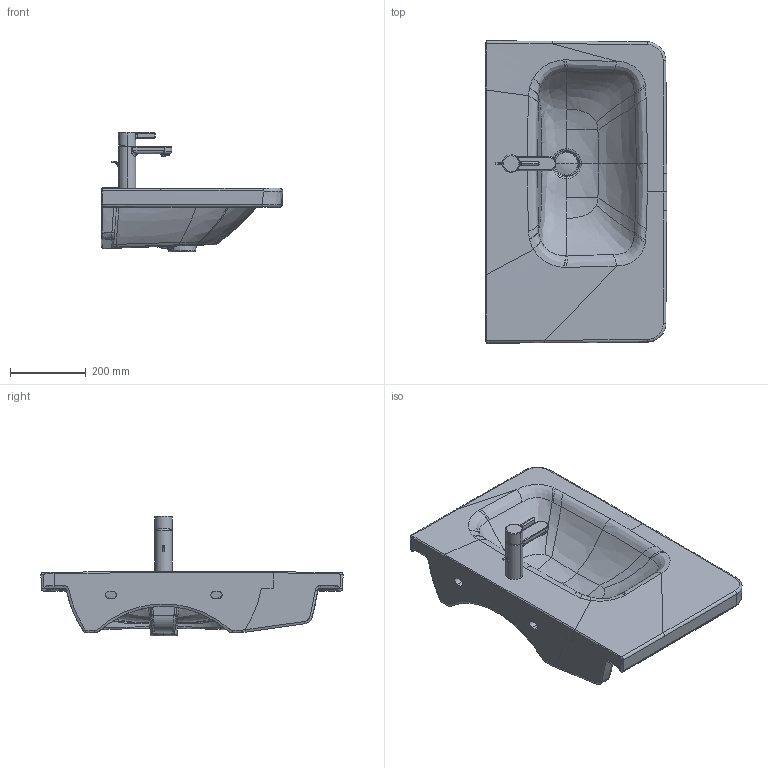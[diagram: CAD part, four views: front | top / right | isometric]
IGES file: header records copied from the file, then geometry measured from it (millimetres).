
Global section: file name: No Iges File Name specified; native system: Autodesk Inventor 2011; preprocessor: AutoDesk Inventor Iges Exporter R2011; author: Administrator; date: 20131010.103715; units: millimetre
Bounding box: 479.75 x 800 x 317.57 mm (x, y, z)
Volume: 17373570.7 mm3; surface area: 1332384.4 mm2
Topology: 7 solids, 7 shells, 764 faces, 1872 edges, 1125 vertices
Faces by surface type: bspline 510, plane 95, revolution 68, cylinder 61, torus 19, cone 9, sphere 2
